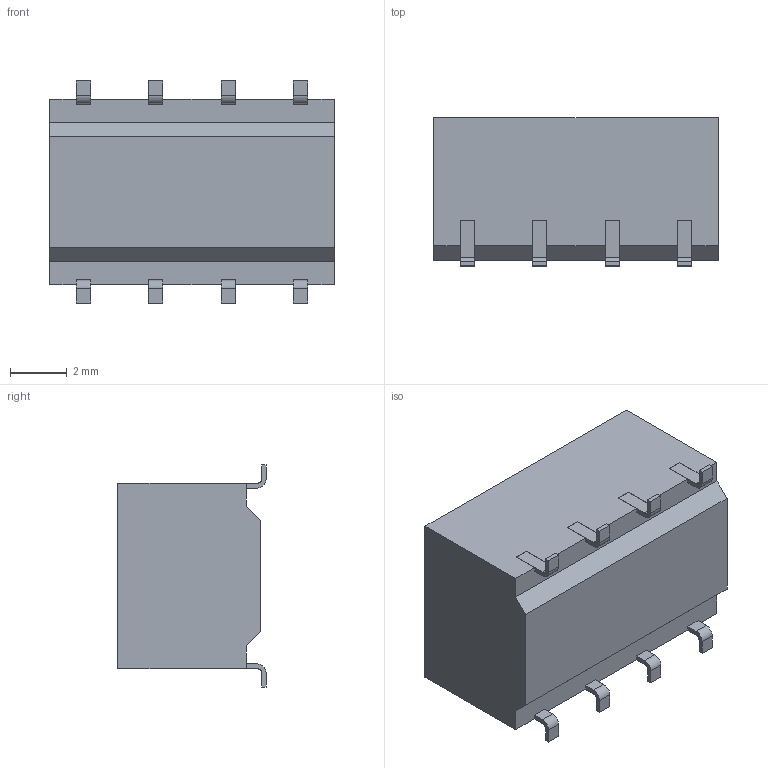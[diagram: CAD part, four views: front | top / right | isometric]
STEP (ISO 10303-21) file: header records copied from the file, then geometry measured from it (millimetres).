
FILE_DESCRIPTION(('FreeCAD Model'),'2;1');
FILE_NAME('G6K.step','2019-06-06T20:19:19',( 'Author'),(''),'Open CASCADE STEP processor 7.2','FreeCAD','Unknown' );
FILE_SCHEMA(('AUTOMOTIVE_DESIGN { 1 0 10303 214 1 1 1 1 }'));
Length unit declared in the file: millimetre
Products named in the file (1): g6k-2f_5dc
Bounding box: 10 x 5.2 x 7.8 mm (x, y, z)
Volume: 315.3 mm3; surface area: 300.4 mm2
Topology: 1 solids, 1 shells, 90 faces, 264 edges, 176 vertices
Faces by surface type: plane 74, cylinder 16
Entity records: 7059 total; most frequent: CARTESIAN_POINT 1107, DIRECTION 998, LINE 728, VECTOR 728, ORIENTED_EDGE 528, PCURVE 528, DEFINITIONAL_REPRESENTATION 528, EDGE_CURVE 264
